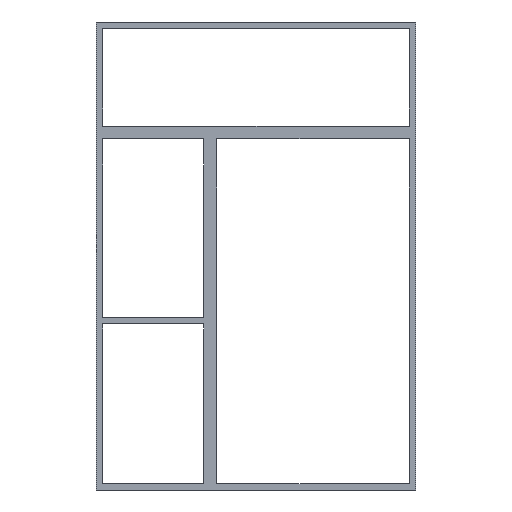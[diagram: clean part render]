
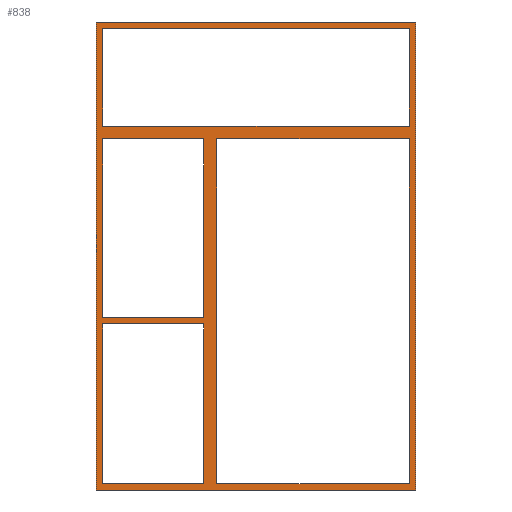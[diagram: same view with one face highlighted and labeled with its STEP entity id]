
A CAD part, left-side view. The second image highlights one B-rep face of the part: STEP entity #838.
In plain terms, the highlighted planar face has unit normal (-1, 0, 0).
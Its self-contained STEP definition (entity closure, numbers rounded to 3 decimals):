
#711=AXIS2_PLACEMENT_3D('Plane Axis2P3D',#708,#709,#710) ;
#393=CARTESIAN_POINT('Vertex',(-38.1,2.,2793.2)) ;
#396=CARTESIAN_POINT('Line Origine',(-38.1,2.,1396.6)) ;
#400=CARTESIAN_POINT('Vertex',(-38.1,2.,0.)) ;
#427=CARTESIAN_POINT('Line Origine',(-38.1,1569.469,2095.5)) ;
#431=CARTESIAN_POINT('Vertex',(-38.1,1267.038,2095.5)) ;
#433=CARTESIAN_POINT('Vertex',(-38.1,1871.9,2095.5)) ;
#475=CARTESIAN_POINT('Vertex',(-38.1,40.1,2095.5)) ;
#478=CARTESIAN_POINT('Line Origine',(-38.1,615.469,2095.5)) ;
#482=CARTESIAN_POINT('Vertex',(-38.1,1190.838,2095.5)) ;
#508=CARTESIAN_POINT('Vertex',(-38.1,1910.,0.)) ;
#511=CARTESIAN_POINT('Line Origine',(-38.1,1910.,1396.6)) ;
#515=CARTESIAN_POINT('Vertex',(-38.1,1910.,2793.2)) ;
#555=CARTESIAN_POINT('Vertex',(-38.1,1871.9,2171.7)) ;
#558=CARTESIAN_POINT('Line Origine',(-38.1,956.,2171.7)) ;
#562=CARTESIAN_POINT('Vertex',(-38.1,40.1,2171.7)) ;
#708=CARTESIAN_POINT('Axis2P3D Location',(-38.1,0.,0.)) ;
#713=CARTESIAN_POINT('Line Origine',(-38.1,956.,0.)) ;
#718=CARTESIAN_POINT('Line Origine',(-38.1,956.,2793.2)) ;
#729=CARTESIAN_POINT('Line Origine',(-38.1,1569.469,1028.968)) ;
#733=CARTESIAN_POINT('Vertex',(-38.1,1871.9,1028.968)) ;
#735=CARTESIAN_POINT('Vertex',(-38.1,1267.038,1028.968)) ;
#738=CARTESIAN_POINT('Line Origine',(-38.1,1871.9,1562.234)) ;
#743=CARTESIAN_POINT('Line Origine',(-38.1,1267.038,1562.234)) ;
#754=CARTESIAN_POINT('Line Origine',(-38.1,1190.838,1066.8)) ;
#758=CARTESIAN_POINT('Vertex',(-38.1,1190.838,38.1)) ;
#761=CARTESIAN_POINT('Line Origine',(-38.1,40.1,1066.8)) ;
#765=CARTESIAN_POINT('Vertex',(-38.1,40.1,38.1)) ;
#768=CARTESIAN_POINT('Line Origine',(-38.1,615.469,38.1)) ;
#779=CARTESIAN_POINT('Line Origine',(-38.1,1267.038,514.484)) ;
#783=CARTESIAN_POINT('Vertex',(-38.1,1267.038,38.1)) ;
#785=CARTESIAN_POINT('Vertex',(-38.1,1267.038,990.868)) ;
#788=CARTESIAN_POINT('Line Origine',(-38.1,1569.469,38.1)) ;
#792=CARTESIAN_POINT('Vertex',(-38.1,1871.9,38.1)) ;
#795=CARTESIAN_POINT('Line Origine',(-38.1,1871.9,514.484)) ;
#799=CARTESIAN_POINT('Vertex',(-38.1,1871.9,990.868)) ;
#802=CARTESIAN_POINT('Line Origine',(-38.1,1569.469,990.868)) ;
#813=CARTESIAN_POINT('Line Origine',(-38.1,1871.9,2463.4)) ;
#817=CARTESIAN_POINT('Vertex',(-38.1,1871.9,2755.1)) ;
#820=CARTESIAN_POINT('Line Origine',(-38.1,956.,2755.1)) ;
#824=CARTESIAN_POINT('Vertex',(-38.1,40.1,2755.1)) ;
#827=CARTESIAN_POINT('Line Origine',(-38.1,40.1,2463.4)) ;
#397=DIRECTION('Vector Direction',(0.,0.,-1.)) ;
#428=DIRECTION('Vector Direction',(0.,-1.,0.)) ;
#479=DIRECTION('Vector Direction',(0.,-1.,0.)) ;
#512=DIRECTION('Vector Direction',(0.,0.,-1.)) ;
#559=DIRECTION('Vector Direction',(0.,1.,0.)) ;
#709=DIRECTION('Axis2P3D Direction',(1.,0.,0.)) ;
#710=DIRECTION('Axis2P3D XDirection',(0.,1.,0.)) ;
#714=DIRECTION('Vector Direction',(0.,1.,0.)) ;
#719=DIRECTION('Vector Direction',(0.,-1.,0.)) ;
#730=DIRECTION('Vector Direction',(0.,1.,0.)) ;
#739=DIRECTION('Vector Direction',(0.,0.,-1.)) ;
#744=DIRECTION('Vector Direction',(0.,0.,1.)) ;
#755=DIRECTION('Vector Direction',(0.,0.,-1.)) ;
#762=DIRECTION('Vector Direction',(0.,0.,1.)) ;
#769=DIRECTION('Vector Direction',(0.,-1.,0.)) ;
#780=DIRECTION('Vector Direction',(0.,0.,1.)) ;
#789=DIRECTION('Vector Direction',(0.,-1.,0.)) ;
#796=DIRECTION('Vector Direction',(0.,0.,-1.)) ;
#803=DIRECTION('Vector Direction',(0.,1.,0.)) ;
#814=DIRECTION('Vector Direction',(0.,0.,-1.)) ;
#821=DIRECTION('Vector Direction',(0.,-1.,0.)) ;
#828=DIRECTION('Vector Direction',(0.,0.,1.)) ;
#398=VECTOR('Line Direction',#397,1.) ;
#429=VECTOR('Line Direction',#428,1.) ;
#480=VECTOR('Line Direction',#479,1.) ;
#513=VECTOR('Line Direction',#512,1.) ;
#560=VECTOR('Line Direction',#559,1.) ;
#715=VECTOR('Line Direction',#714,1.) ;
#720=VECTOR('Line Direction',#719,1.) ;
#731=VECTOR('Line Direction',#730,1.) ;
#740=VECTOR('Line Direction',#739,1.) ;
#745=VECTOR('Line Direction',#744,1.) ;
#756=VECTOR('Line Direction',#755,1.) ;
#763=VECTOR('Line Direction',#762,1.) ;
#770=VECTOR('Line Direction',#769,1.) ;
#781=VECTOR('Line Direction',#780,1.) ;
#790=VECTOR('Line Direction',#789,1.) ;
#797=VECTOR('Line Direction',#796,1.) ;
#804=VECTOR('Line Direction',#803,1.) ;
#815=VECTOR('Line Direction',#814,1.) ;
#822=VECTOR('Line Direction',#821,1.) ;
#829=VECTOR('Line Direction',#828,1.) ;
#724=ORIENTED_EDGE('',*,*,#717,.F.) ;
#725=ORIENTED_EDGE('',*,*,#402,.F.) ;
#726=ORIENTED_EDGE('',*,*,#722,.F.) ;
#727=ORIENTED_EDGE('',*,*,#517,.F.) ;
#749=ORIENTED_EDGE('',*,*,#737,.F.) ;
#750=ORIENTED_EDGE('',*,*,#742,.F.) ;
#751=ORIENTED_EDGE('',*,*,#435,.F.) ;
#752=ORIENTED_EDGE('',*,*,#747,.F.) ;
#774=ORIENTED_EDGE('',*,*,#760,.F.) ;
#775=ORIENTED_EDGE('',*,*,#484,.F.) ;
#776=ORIENTED_EDGE('',*,*,#767,.F.) ;
#777=ORIENTED_EDGE('',*,*,#772,.F.) ;
#808=ORIENTED_EDGE('',*,*,#787,.F.) ;
#809=ORIENTED_EDGE('',*,*,#794,.F.) ;
#810=ORIENTED_EDGE('',*,*,#801,.F.) ;
#811=ORIENTED_EDGE('',*,*,#806,.F.) ;
#833=ORIENTED_EDGE('',*,*,#819,.F.) ;
#834=ORIENTED_EDGE('',*,*,#826,.F.) ;
#835=ORIENTED_EDGE('',*,*,#831,.F.) ;
#836=ORIENTED_EDGE('',*,*,#564,.F.) ;
#753=FACE_BOUND('',#748,.T.) ;
#778=FACE_BOUND('',#773,.T.) ;
#812=FACE_BOUND('',#807,.T.) ;
#837=FACE_BOUND('',#832,.T.) ;
#838=ADVANCED_FACE('PartBody',(#728,#753,#778,#812,#837),#712,.F.) ;
#402=EDGE_CURVE('',#394,#401,#399,.T.) ;
#435=EDGE_CURVE('',#432,#434,#430,.F.) ;
#484=EDGE_CURVE('',#476,#483,#481,.F.) ;
#517=EDGE_CURVE('',#509,#516,#514,.F.) ;
#564=EDGE_CURVE('',#556,#563,#561,.F.) ;
#717=EDGE_CURVE('',#401,#509,#716,.T.) ;
#722=EDGE_CURVE('',#516,#394,#721,.T.) ;
#737=EDGE_CURVE('',#734,#736,#732,.F.) ;
#742=EDGE_CURVE('',#434,#734,#741,.T.) ;
#747=EDGE_CURVE('',#736,#432,#746,.T.) ;
#760=EDGE_CURVE('',#483,#759,#757,.T.) ;
#767=EDGE_CURVE('',#766,#476,#764,.T.) ;
#772=EDGE_CURVE('',#759,#766,#771,.T.) ;
#787=EDGE_CURVE('',#784,#786,#782,.T.) ;
#794=EDGE_CURVE('',#793,#784,#791,.T.) ;
#801=EDGE_CURVE('',#800,#793,#798,.T.) ;
#806=EDGE_CURVE('',#786,#800,#805,.T.) ;
#819=EDGE_CURVE('',#818,#556,#816,.T.) ;
#826=EDGE_CURVE('',#825,#818,#823,.F.) ;
#831=EDGE_CURVE('',#563,#825,#830,.T.) ;
#723=EDGE_LOOP('',(#724,#725,#726,#727)) ;
#748=EDGE_LOOP('',(#749,#750,#751,#752)) ;
#773=EDGE_LOOP('',(#774,#775,#776,#777)) ;
#807=EDGE_LOOP('',(#808,#809,#810,#811)) ;
#832=EDGE_LOOP('',(#833,#834,#835,#836)) ;
#728=FACE_OUTER_BOUND('',#723,.T.) ;
#399=LINE('Line',#396,#398) ;
#430=LINE('Line',#427,#429) ;
#481=LINE('Line',#478,#480) ;
#514=LINE('Line',#511,#513) ;
#561=LINE('Line',#558,#560) ;
#716=LINE('Line',#713,#715) ;
#721=LINE('Line',#718,#720) ;
#732=LINE('Line',#729,#731) ;
#741=LINE('Line',#738,#740) ;
#746=LINE('Line',#743,#745) ;
#757=LINE('Line',#754,#756) ;
#764=LINE('Line',#761,#763) ;
#771=LINE('Line',#768,#770) ;
#782=LINE('Line',#779,#781) ;
#791=LINE('Line',#788,#790) ;
#798=LINE('Line',#795,#797) ;
#805=LINE('Line',#802,#804) ;
#816=LINE('Line',#813,#815) ;
#823=LINE('Line',#820,#822) ;
#830=LINE('Line',#827,#829) ;
#712=PLANE('',#711) ;
#394=VERTEX_POINT('',#393) ;
#401=VERTEX_POINT('',#400) ;
#432=VERTEX_POINT('',#431) ;
#434=VERTEX_POINT('',#433) ;
#476=VERTEX_POINT('',#475) ;
#483=VERTEX_POINT('',#482) ;
#509=VERTEX_POINT('',#508) ;
#516=VERTEX_POINT('',#515) ;
#556=VERTEX_POINT('',#555) ;
#563=VERTEX_POINT('',#562) ;
#734=VERTEX_POINT('',#733) ;
#736=VERTEX_POINT('',#735) ;
#759=VERTEX_POINT('',#758) ;
#766=VERTEX_POINT('',#765) ;
#784=VERTEX_POINT('',#783) ;
#786=VERTEX_POINT('',#785) ;
#793=VERTEX_POINT('',#792) ;
#800=VERTEX_POINT('',#799) ;
#818=VERTEX_POINT('',#817) ;
#825=VERTEX_POINT('',#824) ;
